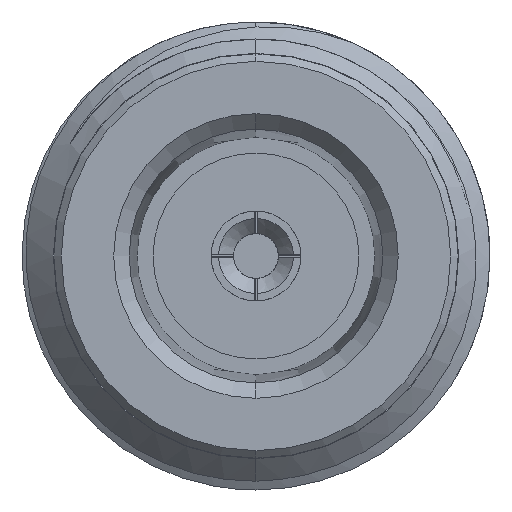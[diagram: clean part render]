
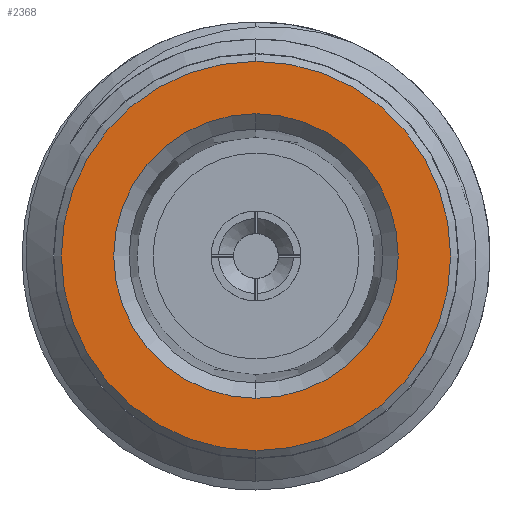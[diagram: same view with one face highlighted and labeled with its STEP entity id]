
A CAD part, left-side view. The second image highlights one B-rep face of the part: STEP entity #2368.
In plain terms, the highlighted planar face has unit normal (-1, 0, 0).
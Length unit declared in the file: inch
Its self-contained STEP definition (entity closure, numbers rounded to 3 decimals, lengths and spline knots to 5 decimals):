
#28 = VERTEX_POINT ( 'NONE', #1590 ) ;
#59 = CARTESIAN_POINT ( 'NONE',  ( 0., -0.00047, 0. ) ) ;
#231 = AXIS2_PLACEMENT_3D ( 'NONE', #59, #3571, #1187 ) ;
#316 = DIRECTION ( 'NONE',  ( 0., 0., 1. ) ) ;
#379 = CARTESIAN_POINT ( 'NONE',  ( 0., -0.00047, 0. ) ) ;
#717 = DIRECTION ( 'NONE',  ( -1., 0., 0. ) ) ;
#740 = CARTESIAN_POINT ( 'NONE',  ( 0., -0.00047, 0. ) ) ;
#756 = EDGE_CURVE ( 'NONE', #28, #1784, #3913, .T. ) ;
#817 = FACE_BOUND ( 'NONE', #3989, .T. ) ;
#873 = ORIENTED_EDGE ( 'NONE', *, *, #2869, .F. ) ;
#1187 = DIRECTION ( 'NONE',  ( 0., 0., 1. ) ) ;
#1331 = FACE_OUTER_BOUND ( 'NONE', #4216, .T. ) ;
#1383 = DIRECTION ( 'NONE',  ( 1., 0., 0. ) ) ;
#1433 = AXIS2_PLACEMENT_3D ( 'NONE', #4527, #3838, #316 ) ;
#1590 = CARTESIAN_POINT ( 'NONE',  ( 0., -0.00047, -0.19 ) ) ;
#1718 = CARTESIAN_POINT ( 'NONE',  ( 0., -0.00047, 0. ) ) ;
#1784 = VERTEX_POINT ( 'NONE', #3075 ) ;
#2017 = AXIS2_PLACEMENT_3D ( 'NONE', #379, #4557, #2818 ) ;
#2159 = VERTEX_POINT ( 'NONE', #2402 ) ;
#2175 = EDGE_CURVE ( 'NONE', #1784, #28, #4221, .T. ) ;
#2249 = CIRCLE ( 'NONE', #2017, 0.26 ) ;
#2350 = EDGE_CURVE ( 'NONE', #2615, #2159, #2249, .T. ) ;
#2368 = ADVANCED_FACE ( 'NONE', ( #817, #1331 ), #3868, .T. ) ;
#2402 = CARTESIAN_POINT ( 'NONE',  ( 0., -0.00047, 0.26 ) ) ;
#2508 = AXIS2_PLACEMENT_3D ( 'NONE', #740, #717, #3150 ) ;
#2535 = ORIENTED_EDGE ( 'NONE', *, *, #2350, .F. ) ;
#2584 = CARTESIAN_POINT ( 'NONE',  ( 0., -0.00047, -0.26 ) ) ;
#2615 = VERTEX_POINT ( 'NONE', #2584 ) ;
#2742 = AXIS2_PLACEMENT_3D ( 'NONE', #1718, #1383, #2794 ) ;
#2794 = DIRECTION ( 'NONE',  ( 0., 0., -1. ) ) ;
#2818 = DIRECTION ( 'NONE',  ( 0., 0., -1. ) ) ;
#2869 = EDGE_CURVE ( 'NONE', #2159, #2615, #3037, .T. ) ;
#2983 = ORIENTED_EDGE ( 'NONE', *, *, #756, .T. ) ;
#3037 = CIRCLE ( 'NONE', #2742, 0.26 ) ;
#3075 = CARTESIAN_POINT ( 'NONE',  ( 0., -0.00047, 0.19 ) ) ;
#3150 = DIRECTION ( 'NONE',  ( 0., 0., 1. ) ) ;
#3571 = DIRECTION ( 'NONE',  ( 1., 0., 0. ) ) ;
#3764 = ORIENTED_EDGE ( 'NONE', *, *, #2175, .T. ) ;
#3838 = DIRECTION ( 'NONE',  ( 1., 0., 0. ) ) ;
#3868 = PLANE ( 'NONE',  #2508 ) ;
#3913 = CIRCLE ( 'NONE', #231, 0.19 ) ;
#3989 = EDGE_LOOP ( 'NONE', ( #3764, #2983 ) ) ;
#4216 = EDGE_LOOP ( 'NONE', ( #2535, #873 ) ) ;
#4221 = CIRCLE ( 'NONE', #1433, 0.19 ) ;
#4527 = CARTESIAN_POINT ( 'NONE',  ( 0., -0.00047, 0. ) ) ;
#4557 = DIRECTION ( 'NONE',  ( 1., 0., 0. ) ) ;
